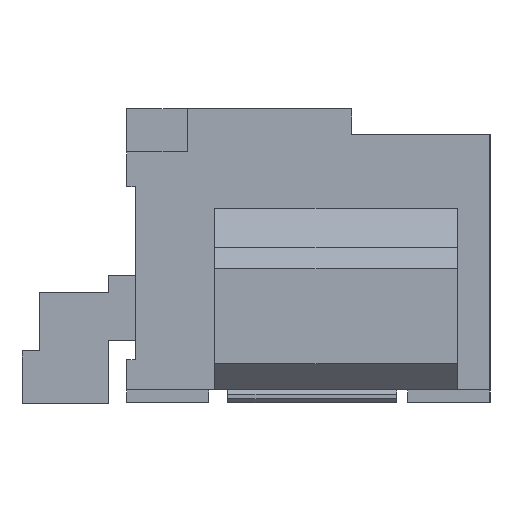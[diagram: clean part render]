
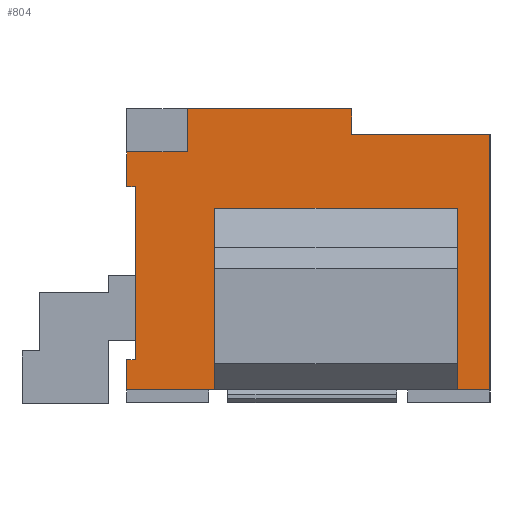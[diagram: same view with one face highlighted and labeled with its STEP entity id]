
A CAD part, left-side view. The second image highlights one B-rep face of the part: STEP entity #804.
In plain terms, the highlighted planar face has unit normal (-1, 0, 0).
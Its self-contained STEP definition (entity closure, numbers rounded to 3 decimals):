
#804 = ADVANCED_FACE( '', ( #1534 ), #1535, .T. );
#1534 = FACE_OUTER_BOUND( '', #2218, .T. );
#1535 = PLANE( '', #2219 );
#2218 = EDGE_LOOP( '', ( #4233, #4234, #4235, #4236, #4237, #4238, #4239, #4240, #4241, #4242, #4243, #4244, #4245, #4246, #4247, #4248 ) );
#2219 = AXIS2_PLACEMENT_3D( '', #4249, #4250, #4251 );
#4233 = ORIENTED_EDGE( '', *, *, #4697, .F. );
#4234 = ORIENTED_EDGE( '', *, *, #4385, .T. );
#4235 = ORIENTED_EDGE( '', *, *, #4791, .F. );
#4236 = ORIENTED_EDGE( '', *, *, #4530, .F. );
#4237 = ORIENTED_EDGE( '', *, *, #4783, .T. );
#4238 = ORIENTED_EDGE( '', *, *, #5009, .F. );
#4239 = ORIENTED_EDGE( '', *, *, #4991, .T. );
#4240 = ORIENTED_EDGE( '', *, *, #5124, .T. );
#4241 = ORIENTED_EDGE( '', *, *, #4873, .F. );
#4242 = ORIENTED_EDGE( '', *, *, #4647, .F. );
#4243 = ORIENTED_EDGE( '', *, *, #5116, .F. );
#4244 = ORIENTED_EDGE( '', *, *, #4911, .T. );
#4245 = ORIENTED_EDGE( '', *, *, #4706, .F. );
#4246 = ORIENTED_EDGE( '', *, *, #4798, .T. );
#4247 = ORIENTED_EDGE( '', *, *, #4977, .T. );
#4248 = ORIENTED_EDGE( '', *, *, #5043, .T. );
#4249 = CARTESIAN_POINT( '', ( -7.75, 0., 0. ) );
#4250 = DIRECTION( '', ( -1., 0., 0. ) );
#4251 = DIRECTION( '', ( 0., 0., 1. ) );
#4385 = EDGE_CURVE( '', #5238, #5236, #5239, .T. );
#4530 = EDGE_CURVE( '', #5490, #5492, #5493, .T. );
#4647 = EDGE_CURVE( '', #5685, #5686, #5687, .T. );
#4697 = EDGE_CURVE( '', #5238, #5775, #5776, .T. );
#4706 = EDGE_CURVE( '', #5790, #5792, #5793, .T. );
#4783 = EDGE_CURVE( '', #5490, #5914, #5916, .T. );
#4791 = EDGE_CURVE( '', #5492, #5236, #5924, .T. );
#4798 = EDGE_CURVE( '', #5790, #5934, #5936, .T. );
#4873 = EDGE_CURVE( '', #5686, #6038, #6039, .T. );
#4911 = EDGE_CURVE( '', #6092, #5792, #6093, .T. );
#4977 = EDGE_CURVE( '', #5934, #6185, #6187, .T. );
#4991 = EDGE_CURVE( '', #6204, #6202, #6205, .T. );
#5009 = EDGE_CURVE( '', #6204, #5914, #6227, .T. );
#5043 = EDGE_CURVE( '', #6185, #5775, #6270, .T. );
#5116 = EDGE_CURVE( '', #6092, #5685, #6355, .T. );
#5124 = EDGE_CURVE( '', #6202, #6038, #6364, .T. );
#5236 = VERTEX_POINT( '', #6497 );
#5238 = VERTEX_POINT( '', #6500 );
#5239 = LINE( '', #6501, #6502 );
#5490 = VERTEX_POINT( '', #6867 );
#5492 = VERTEX_POINT( '', #6870 );
#5493 = LINE( '', #6871, #6872 );
#5685 = VERTEX_POINT( '', #7159 );
#5686 = VERTEX_POINT( '', #7160 );
#5687 = LINE( '', #7161, #7162 );
#5775 = VERTEX_POINT( '', #7294 );
#5776 = LINE( '', #7295, #7296 );
#5790 = VERTEX_POINT( '', #7317 );
#5792 = VERTEX_POINT( '', #7320 );
#5793 = LINE( '', #7321, #7322 );
#5914 = VERTEX_POINT( '', #7513 );
#5916 = LINE( '', #7516, #7517 );
#5924 = LINE( '', #7528, #7529 );
#5934 = VERTEX_POINT( '', #7543 );
#5936 = LINE( '', #7546, #7547 );
#6038 = VERTEX_POINT( '', #7700 );
#6039 = LINE( '', #7701, #7702 );
#6092 = VERTEX_POINT( '', #7781 );
#6093 = LINE( '', #7782, #7783 );
#6185 = VERTEX_POINT( '', #7922 );
#6187 = LINE( '', #7925, #7926 );
#6202 = VERTEX_POINT( '', #7948 );
#6204 = VERTEX_POINT( '', #7951 );
#6205 = LINE( '', #7952, #7953 );
#6227 = LINE( '', #7986, #7987 );
#6270 = LINE( '', #8053, #8054 );
#6355 = LINE( '', #8180, #8181 );
#6364 = LINE( '', #8196, #8197 );
#6497 = CARTESIAN_POINT( '', ( -7.75, -2.1, 1.4 ) );
#6500 = CARTESIAN_POINT( '', ( -7.75, -2.1, -1.55 ) );
#6501 = CARTESIAN_POINT( '', ( -7.75, -2.1, -1.7 ) );
#6502 = VECTOR( '', #8330, 1000. );
#6867 = CARTESIAN_POINT( '', ( -7.75, -0.5, 1.7 ) );
#6870 = CARTESIAN_POINT( '', ( -7.75, -0.5, 1.4 ) );
#6871 = CARTESIAN_POINT( '', ( -7.75, -0.5, 0. ) );
#6872 = VECTOR( '', #8446, 1000. );
#7159 = CARTESIAN_POINT( '', ( -7.75, 2., -1.2 ) );
#7160 = CARTESIAN_POINT( '', ( -7.75, 2., 0.8 ) );
#7161 = CARTESIAN_POINT( '', ( -7.75, 2., 0. ) );
#7162 = VECTOR( '', #8542, 1000. );
#7294 = CARTESIAN_POINT( '', ( -7.75, -1.72, -1.55 ) );
#7295 = CARTESIAN_POINT( '', ( -7.75, 0., -1.55 ) );
#7296 = VECTOR( '', #8587, 1000. );
#7317 = CARTESIAN_POINT( '', ( -7.75, 1.08, -1.55 ) );
#7320 = CARTESIAN_POINT( '', ( -7.75, 2.1, -1.55 ) );
#7321 = CARTESIAN_POINT( '', ( -7.75, 0., -1.55 ) );
#7322 = VECTOR( '', #8596, 1000. );
#7513 = CARTESIAN_POINT( '', ( -7.75, 1.4, 1.7 ) );
#7516 = CARTESIAN_POINT( '', ( -7.75, -2.1, 1.7 ) );
#7517 = VECTOR( '', #8668, 1000. );
#7528 = CARTESIAN_POINT( '', ( -7.75, 0., 1.4 ) );
#7529 = VECTOR( '', #8672, 1000. );
#7543 = CARTESIAN_POINT( '', ( -7.75, 1.08, 0.55 ) );
#7546 = CARTESIAN_POINT( '', ( -7.75, 1.08, -1.7 ) );
#7547 = VECTOR( '', #8678, 1000. );
#7700 = CARTESIAN_POINT( '', ( -7.75, 2.1, 0.8 ) );
#7701 = CARTESIAN_POINT( '', ( -7.75, 0., 0.8 ) );
#7702 = VECTOR( '', #8730, 1000. );
#7781 = CARTESIAN_POINT( '', ( -7.75, 2.1, -1.2 ) );
#7782 = CARTESIAN_POINT( '', ( -7.75, 2.1, 1.7 ) );
#7783 = VECTOR( '', #8757, 1000. );
#7922 = CARTESIAN_POINT( '', ( -7.75, -1.72, 0.55 ) );
#7925 = CARTESIAN_POINT( '', ( -7.75, -1.72, 0.55 ) );
#7926 = VECTOR( '', #8806, 1000. );
#7948 = CARTESIAN_POINT( '', ( -7.75, 2.1, 1.2 ) );
#7951 = CARTESIAN_POINT( '', ( -7.75, 1.4, 1.2 ) );
#7952 = CARTESIAN_POINT( '', ( -7.75, 1.4, 1.2 ) );
#7953 = VECTOR( '', #8815, 1000. );
#7986 = CARTESIAN_POINT( '', ( -7.75, 1.4, 1.2 ) );
#7987 = VECTOR( '', #8827, 1000. );
#8053 = CARTESIAN_POINT( '', ( -7.75, -1.72, 0.1 ) );
#8054 = VECTOR( '', #8851, 1000. );
#8180 = CARTESIAN_POINT( '', ( -7.75, 0., -1.2 ) );
#8181 = VECTOR( '', #8893, 1000. );
#8196 = CARTESIAN_POINT( '', ( -7.75, 2.1, 1.7 ) );
#8197 = VECTOR( '', #8900, 1000. );
#8330 = DIRECTION( '', ( 0., 0., 1. ) );
#8446 = DIRECTION( '', ( 0., 0., -1. ) );
#8542 = DIRECTION( '', ( 0., 0., 1. ) );
#8587 = DIRECTION( '', ( 0., 1., 0. ) );
#8596 = DIRECTION( '', ( 0., 1., 0. ) );
#8668 = DIRECTION( '', ( 0., 1., 0. ) );
#8672 = DIRECTION( '', ( 0., -1., 0. ) );
#8678 = DIRECTION( '', ( 0., 0., 1. ) );
#8730 = DIRECTION( '', ( 0., 1., 0. ) );
#8757 = DIRECTION( '', ( 0., 0., -1. ) );
#8806 = DIRECTION( '', ( 0., -1., 0. ) );
#8815 = DIRECTION( '', ( 0., 1., 0. ) );
#8827 = DIRECTION( '', ( 0., 0., 1. ) );
#8851 = DIRECTION( '', ( 0., 0., -1. ) );
#8893 = DIRECTION( '', ( 0., -1., 0. ) );
#8900 = DIRECTION( '', ( 0., 0., -1. ) );
